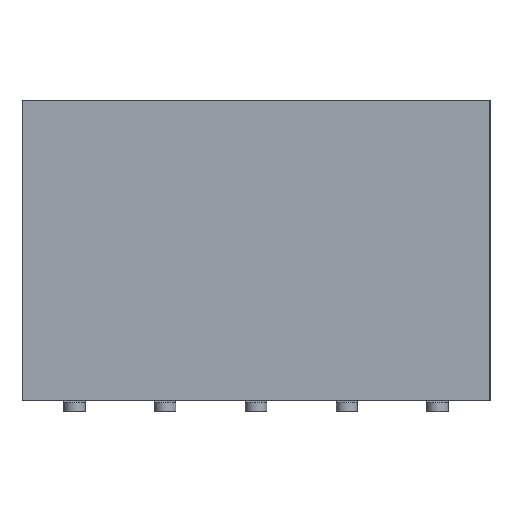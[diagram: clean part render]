
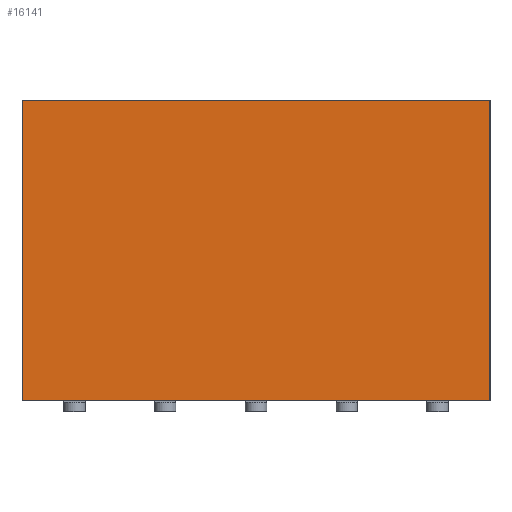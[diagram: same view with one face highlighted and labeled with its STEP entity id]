
A CAD part, top view. The second image highlights one B-rep face of the part: STEP entity #16141.
In plain terms, the highlighted planar face has unit normal (0, 0, 1).
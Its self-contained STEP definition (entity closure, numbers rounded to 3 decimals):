
#1183=FACE_OUTER_BOUND('',#2191,.T.);
#2191=EDGE_LOOP('',(#11773,#11774,#11775,#11776));
#3523=LINE('',#24422,#5389);
#3578=LINE('',#24546,#5444);
#3584=LINE('',#24558,#5450);
#3585=LINE('',#24559,#5451);
#5389=VECTOR('',#19458,1.);
#5444=VECTOR('',#19551,1.);
#5450=VECTOR('',#19563,1.);
#5451=VECTOR('',#19564,1.);
#7139=VERTEX_POINT('',#24419);
#7140=VERTEX_POINT('',#24421);
#7190=VERTEX_POINT('',#24545);
#7193=VERTEX_POINT('',#24557);
#8771=EDGE_CURVE('',#7140,#7139,#3523,.T.);
#8834=EDGE_CURVE('',#7190,#7140,#3578,.T.);
#8840=EDGE_CURVE('',#7193,#7139,#3584,.T.);
#8841=EDGE_CURVE('',#7193,#7190,#3585,.T.);
#11773=ORIENTED_EDGE('',*,*,#8834,.T.);
#11774=ORIENTED_EDGE('',*,*,#8771,.T.);
#11775=ORIENTED_EDGE('',*,*,#8840,.F.);
#11776=ORIENTED_EDGE('',*,*,#8841,.T.);
#15431=PLANE('',#17234);
#16141=ADVANCED_FACE('',(#1183),#15431,.F.);
#17234=AXIS2_PLACEMENT_3D('',#24556,#19561,#19562);
#19458=DIRECTION('',(0.,1.,0.));
#19551=DIRECTION('',(1.,0.,0.));
#19561=DIRECTION('center_axis',(0.,0.,
-1.));
#19562=DIRECTION('ref_axis',(-1.,0.,0.));
#19563=DIRECTION('',(1.,0.,0.));
#19564=DIRECTION('',(0.,-1.,0.));
#24419=CARTESIAN_POINT('',(8.182,3.525,18.));
#24421=CARTESIAN_POINT('',(8.182,-4.875,18.));
#24422=CARTESIAN_POINT('',(8.182,3.525,18.));
#24545=CARTESIAN_POINT('',(-4.918,-4.875,18.));
#24546=CARTESIAN_POINT('',(8.182,-4.875,18.));
#24556=CARTESIAN_POINT('Origin',(8.182,3.525,18.));
#24557=CARTESIAN_POINT('',(-4.918,3.525,18.));
#24558=CARTESIAN_POINT('',(8.182,3.525,18.));
#24559=CARTESIAN_POINT('',(-4.918,3.525,18.));
